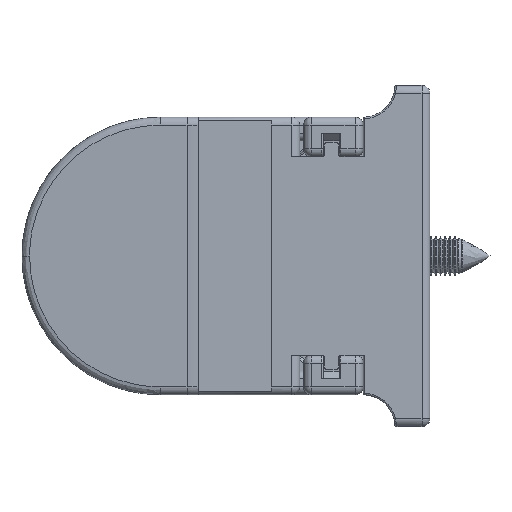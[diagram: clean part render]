
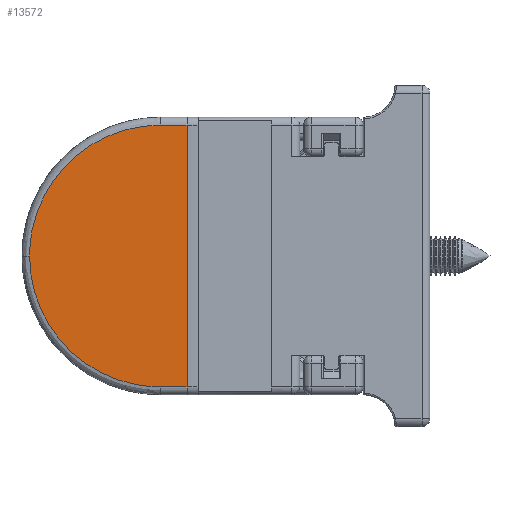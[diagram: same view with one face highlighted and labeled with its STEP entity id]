
A CAD part, left-side view. The second image highlights one B-rep face of the part: STEP entity #13572.
In plain terms, the highlighted planar face has unit normal (-0.999, 0.046, 0).
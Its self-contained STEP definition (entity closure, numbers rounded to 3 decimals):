
#59=B_SPLINE_CURVE_WITH_KNOTS('',3,(#21730,#21731,#21732,#21733,#21734,
#21735,#21736,#21737,#21738,#21739,#21740,#21741,#21742,#21743,#21744,#21745,
#21746,#21747),.UNSPECIFIED.,.F.,.F.,(4,2,2,2,2,2,2,2,4),(0.,0.196,
0.393,0.589,0.785,0.982,
1.178,1.374,1.571),.UNSPECIFIED.);
#124=B_SPLINE_CURVE_WITH_KNOTS('',3,(#23800,#23801,#23802,#23803,#23804,
#23805,#23806,#23807,#23808,#23809,#23810,#23811,#23812,#23813,#23814,#23815,
#23816,#23817),.UNSPECIFIED.,.F.,.F.,(4,2,2,2,2,2,2,2,4),(4.712,
4.909,5.105,5.301,5.498,5.694,
5.89,6.087,6.283),.UNSPECIFIED.);
#583=PLANE('',#14851);
#1174=LINE('',#23797,#2109);
#1175=LINE('',#23799,#2110);
#1176=LINE('',#23818,#2111);
#2109=VECTOR('',#17781,1000.);
#2110=VECTOR('',#17782,1000.);
#2111=VECTOR('',#17783,1000.);
#3211=FACE_OUTER_BOUND('',#4089,.T.);
#4089=EDGE_LOOP('',(#10521,#10522,#10523,#10524,#10525));
#5956=VERTEX_POINT('',#21728);
#5957=VERTEX_POINT('',#21729);
#6298=VERTEX_POINT('',#23795);
#6299=VERTEX_POINT('',#23796);
#6300=VERTEX_POINT('',#23798);
#7429=EDGE_CURVE('',#5956,#5957,#59,.T.);
#7831=EDGE_CURVE('',#6298,#6299,#1174,.T.);
#7832=EDGE_CURVE('',#6299,#6300,#1175,.T.);
#7833=EDGE_CURVE('',#6300,#5956,#124,.T.);
#7834=EDGE_CURVE('',#5957,#6298,#1176,.T.);
#10521=ORIENTED_EDGE('',*,*,#7831,.T.);
#10522=ORIENTED_EDGE('',*,*,#7832,.T.);
#10523=ORIENTED_EDGE('',*,*,#7833,.T.);
#10524=ORIENTED_EDGE('',*,*,#7429,.T.);
#10525=ORIENTED_EDGE('',*,*,#7834,.T.);
#13572=ADVANCED_FACE('',(#3211),#583,.F.);
#14851=AXIS2_PLACEMENT_3D('',#23794,#17779,#17780);
#17779=DIRECTION('center_axis',(0.999,-0.046,0.));
#17780=DIRECTION('ref_axis',(0.046,0.999,0.));
#17781=DIRECTION('',(0.,0.,1.));
#17782=DIRECTION('',(0.046,0.999,0.));
#17783=DIRECTION('',(-0.046,-0.999,0.));
#21728=CARTESIAN_POINT('',(-34.818,35.911,0.));
#21729=CARTESIAN_POINT('',(-35.585,19.411,-16.5));
#21730=CARTESIAN_POINT('Ctrl Pts',(-34.818,35.911,0.));
#21731=CARTESIAN_POINT('Ctrl Pts',(-34.818,35.911,-1.08));
#21732=CARTESIAN_POINT('Ctrl Pts',(-34.823,35.804,-2.16));
#21733=CARTESIAN_POINT('Ctrl Pts',(-34.843,35.383,-4.278));
#21734=CARTESIAN_POINT('Ctrl Pts',(-34.857,35.068,-5.317));
#21735=CARTESIAN_POINT('Ctrl Pts',(-34.896,34.241,-7.312));
#21736=CARTESIAN_POINT('Ctrl Pts',(-34.919,33.73,-8.269));
#21737=CARTESIAN_POINT('Ctrl Pts',(-34.975,32.53,-10.065));
#21738=CARTESIAN_POINT('Ctrl Pts',(-35.007,31.842,-10.904));
#21739=CARTESIAN_POINT('Ctrl Pts',(-35.078,30.314,-12.431));
#21740=CARTESIAN_POINT('Ctrl Pts',(-35.117,29.476,-13.119));
#21741=CARTESIAN_POINT('Ctrl Pts',(-35.201,27.68,-14.319));
#21742=CARTESIAN_POINT('Ctrl Pts',(-35.245,26.723,-14.831));
#21743=CARTESIAN_POINT('Ctrl Pts',(-35.338,24.727,-15.657));
#21744=CARTESIAN_POINT('Ctrl Pts',(-35.386,23.689,-15.972));
#21745=CARTESIAN_POINT('Ctrl Pts',(-35.485,21.571,-16.394));
#21746=CARTESIAN_POINT('Ctrl Pts',(-35.535,20.491,-16.5));
#21747=CARTESIAN_POINT('Ctrl Pts',(-35.585,19.411,-16.5));
#23794=CARTESIAN_POINT('Origin',(-35.774,15.364,-37.5));
#23795=CARTESIAN_POINT('',(-35.741,16.061,-16.5));
#23796=CARTESIAN_POINT('',(-35.741,16.061,16.5));
#23797=CARTESIAN_POINT('',(-35.741,16.061,-37.5));
#23798=CARTESIAN_POINT('',(-35.585,19.411,16.5));
#23799=CARTESIAN_POINT('',(-35.588,19.364,16.5));
#23800=CARTESIAN_POINT('Ctrl Pts',(-35.585,19.411,16.5));
#23801=CARTESIAN_POINT('Ctrl Pts',(-35.535,20.491,16.5));
#23802=CARTESIAN_POINT('Ctrl Pts',(-35.485,21.571,16.394));
#23803=CARTESIAN_POINT('Ctrl Pts',(-35.386,23.689,15.972));
#23804=CARTESIAN_POINT('Ctrl Pts',(-35.338,24.727,15.657));
#23805=CARTESIAN_POINT('Ctrl Pts',(-35.245,26.723,14.831));
#23806=CARTESIAN_POINT('Ctrl Pts',(-35.201,27.68,14.319));
#23807=CARTESIAN_POINT('Ctrl Pts',(-35.117,29.476,13.119));
#23808=CARTESIAN_POINT('Ctrl Pts',(-35.078,30.314,12.431));
#23809=CARTESIAN_POINT('Ctrl Pts',(-35.007,31.842,10.904));
#23810=CARTESIAN_POINT('Ctrl Pts',(-34.975,32.53,10.065));
#23811=CARTESIAN_POINT('Ctrl Pts',(-34.919,33.73,8.269));
#23812=CARTESIAN_POINT('Ctrl Pts',(-34.896,34.241,7.312));
#23813=CARTESIAN_POINT('Ctrl Pts',(-34.857,35.068,5.317));
#23814=CARTESIAN_POINT('Ctrl Pts',(-34.843,35.383,4.278));
#23815=CARTESIAN_POINT('Ctrl Pts',(-34.823,35.804,2.16));
#23816=CARTESIAN_POINT('Ctrl Pts',(-34.818,35.911,1.08));
#23817=CARTESIAN_POINT('Ctrl Pts',(-34.818,35.911,0.));
#23818=CARTESIAN_POINT('',(-35.774,15.364,-16.5));
